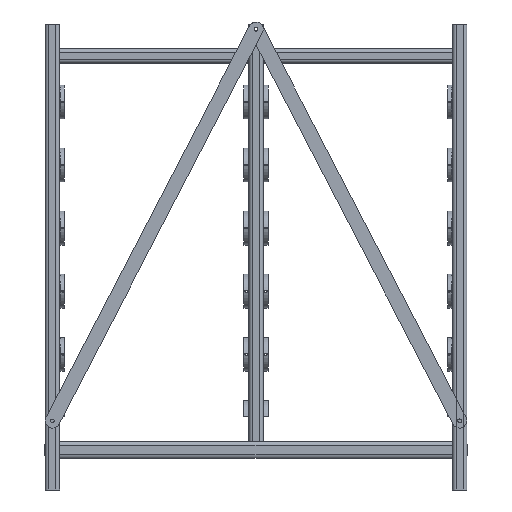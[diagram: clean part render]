
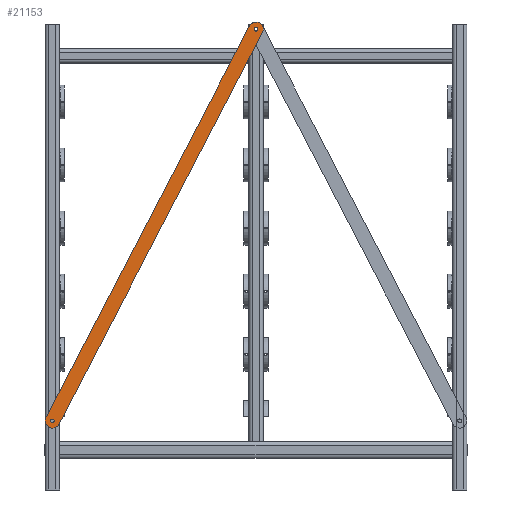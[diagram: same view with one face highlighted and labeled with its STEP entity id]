
A CAD part, front view. The second image highlights one B-rep face of the part: STEP entity #21153.
In plain terms, the highlighted planar face has unit normal (0, -1, 0).
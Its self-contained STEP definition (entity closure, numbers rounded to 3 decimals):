
#20930 = VERTEX_POINT('',#20931);
#20931 = CARTESIAN_POINT('',(-582.613,-2.381,0.));
#20938 = CYLINDRICAL_SURFACE('',#20939,4.763);
#20939 = AXIS2_PLACEMENT_3D('',#20940,#20941,#20942);
#20940 = CARTESIAN_POINT('',(-577.85,-1192.036,
    0.));
#20941 = DIRECTION('',(0.,1.,0.));
#20942 = DIRECTION('',(1.,0.,0.));
#20957 = EDGE_CURVE('',#20930,#20930,#20958,.T.);
#20958 = SURFACE_CURVE('',#20959,(#20964,#20971),.PCURVE_S1.);
#20959 = CIRCLE('',#20960,4.763);
#20960 = AXIS2_PLACEMENT_3D('',#20961,#20962,#20963);
#20961 = CARTESIAN_POINT('',(-577.85,-2.381,0.));
#20962 = DIRECTION('',(-0.,1.,0.));
#20963 = DIRECTION('',(1.,0.,0.));
#20964 = PCURVE('',#20938,#20965);
#20965 = DEFINITIONAL_REPRESENTATION('',(#20966),#20970);
#20966 = LINE('',#20967,#20968);
#20967 = CARTESIAN_POINT('',(0.,1189.655));
#20968 = VECTOR('',#20969,1.);
#20969 = DIRECTION('',(1.,0.));
#20970 = ( GEOMETRIC_REPRESENTATION_CONTEXT(2) 
PARAMETRIC_REPRESENTATION_CONTEXT() REPRESENTATION_CONTEXT('2D SPACE',''
  ) );
#20971 = PCURVE('',#20972,#20977);
#20972 = PLANE('',#20973);
#20973 = AXIS2_PLACEMENT_3D('',#20974,#20975,#20976);
#20974 = CARTESIAN_POINT('',(0.,-2.381,
    0.));
#20975 = DIRECTION('',(0.,1.,0.));
#20976 = DIRECTION('',(0.,-0.,1.));
#20977 = DEFINITIONAL_REPRESENTATION('',(#20978),#20982);
#20978 = CIRCLE('',#20979,4.763);
#20979 = AXIS2_PLACEMENT_2D('',#20980,#20981);
#20980 = CARTESIAN_POINT('',(0.,-577.85));
#20981 = DIRECTION('',(0.,1.));
#20982 = ( GEOMETRIC_REPRESENTATION_CONTEXT(2) 
PARAMETRIC_REPRESENTATION_CONTEXT() REPRESENTATION_CONTEXT('2D SPACE',''
  ) );
#21050 = VERTEX_POINT('',#21051);
#21051 = CARTESIAN_POINT('',(573.088,-2.381,0.));
#21058 = CYLINDRICAL_SURFACE('',#21059,4.763);
#21059 = AXIS2_PLACEMENT_3D('',#21060,#21061,#21062);
#21060 = CARTESIAN_POINT('',(577.85,-1192.036,
    0.));
#21061 = DIRECTION('',(0.,1.,0.));
#21062 = DIRECTION('',(1.,0.,0.));
#21077 = EDGE_CURVE('',#21050,#21050,#21078,.T.);
#21078 = SURFACE_CURVE('',#21079,(#21084,#21091),.PCURVE_S1.);
#21079 = CIRCLE('',#21080,4.763);
#21080 = AXIS2_PLACEMENT_3D('',#21081,#21082,#21083);
#21081 = CARTESIAN_POINT('',(577.85,-2.381,0.));
#21082 = DIRECTION('',(-0.,1.,0.));
#21083 = DIRECTION('',(1.,0.,0.));
#21084 = PCURVE('',#21058,#21085);
#21085 = DEFINITIONAL_REPRESENTATION('',(#21086),#21090);
#21086 = LINE('',#21087,#21088);
#21087 = CARTESIAN_POINT('',(0.,1189.655));
#21088 = VECTOR('',#21089,1.);
#21089 = DIRECTION('',(1.,0.));
#21090 = ( GEOMETRIC_REPRESENTATION_CONTEXT(2) 
PARAMETRIC_REPRESENTATION_CONTEXT() REPRESENTATION_CONTEXT('2D SPACE',''
  ) );
#21091 = PCURVE('',#20972,#21092);
#21092 = DEFINITIONAL_REPRESENTATION('',(#21093),#21097);
#21093 = CIRCLE('',#21094,4.763);
#21094 = AXIS2_PLACEMENT_2D('',#21095,#21096);
#21095 = CARTESIAN_POINT('',(0.,577.85));
#21096 = DIRECTION('',(0.,1.));
#21097 = ( GEOMETRIC_REPRESENTATION_CONTEXT(2) 
PARAMETRIC_REPRESENTATION_CONTEXT() REPRESENTATION_CONTEXT('2D SPACE',''
  ) );
#21153 = ADVANCED_FACE('',(#21154,#21278,#21281),#20972,.F.);
#21154 = FACE_BOUND('',#21155,.T.);
#21155 = EDGE_LOOP('',(#21156,#21191,#21219,#21252));
#21156 = ORIENTED_EDGE('',*,*,#21157,.T.);
#21157 = EDGE_CURVE('',#21158,#21160,#21162,.T.);
#21158 = VERTEX_POINT('',#21159);
#21159 = CARTESIAN_POINT('',(577.85,-2.381,-19.05));
#21160 = VERTEX_POINT('',#21161);
#21161 = CARTESIAN_POINT('',(577.85,-2.381,19.05));
#21162 = SURFACE_CURVE('',#21163,(#21168,#21179),.PCURVE_S1.);
#21163 = CIRCLE('',#21164,19.05);
#21164 = AXIS2_PLACEMENT_3D('',#21165,#21166,#21167);
#21165 = CARTESIAN_POINT('',(577.85,-2.381,0.));
#21166 = DIRECTION('',(0.,-1.,0.));
#21167 = DIRECTION('',(0.,0.,1.));
#21168 = PCURVE('',#20972,#21169);
#21169 = DEFINITIONAL_REPRESENTATION('',(#21170),#21178);
#21170 = ( BOUNDED_CURVE() B_SPLINE_CURVE(2,(#21171,#21172,#21173,#21174
    ,#21175,#21176,#21177),.UNSPECIFIED.,.T.,.F.) 
B_SPLINE_CURVE_WITH_KNOTS((1,2,2,2,2,1),(-2.094,0.,
    2.094,4.189,6.283,8.378),
.UNSPECIFIED.) CURVE() GEOMETRIC_REPRESENTATION_ITEM() 
RATIONAL_B_SPLINE_CURVE((1.,0.5,1.,0.5,1.,0.5,1.)) REPRESENTATION_ITEM(
  '') );
#21171 = CARTESIAN_POINT('',(19.05,577.85));
#21172 = CARTESIAN_POINT('',(19.05,544.854));
#21173 = CARTESIAN_POINT('',(-9.525,561.352));
#21174 = CARTESIAN_POINT('',(-38.1,577.85));
#21175 = CARTESIAN_POINT('',(-9.525,594.348));
#21176 = CARTESIAN_POINT('',(19.05,610.846));
#21177 = CARTESIAN_POINT('',(19.05,577.85));
#21178 = ( GEOMETRIC_REPRESENTATION_CONTEXT(2) 
PARAMETRIC_REPRESENTATION_CONTEXT() REPRESENTATION_CONTEXT('2D SPACE',''
  ) );
#21179 = PCURVE('',#21180,#21185);
#21180 = CYLINDRICAL_SURFACE('',#21181,19.05);
#21181 = AXIS2_PLACEMENT_3D('',#21182,#21183,#21184);
#21182 = CARTESIAN_POINT('',(577.85,0.,0.));
#21183 = DIRECTION('',(0.,1.,0.));
#21184 = DIRECTION('',(0.,-0.,1.));
#21185 = DEFINITIONAL_REPRESENTATION('',(#21186),#21190);
#21186 = LINE('',#21187,#21188);
#21187 = CARTESIAN_POINT('',(6.283,-2.381));
#21188 = VECTOR('',#21189,1.);
#21189 = DIRECTION('',(-1.,0.));
#21190 = ( GEOMETRIC_REPRESENTATION_CONTEXT(2) 
PARAMETRIC_REPRESENTATION_CONTEXT() REPRESENTATION_CONTEXT('2D SPACE',''
  ) );
#21191 = ORIENTED_EDGE('',*,*,#21192,.T.);
#21192 = EDGE_CURVE('',#21160,#21193,#21195,.T.);
#21193 = VERTEX_POINT('',#21194);
#21194 = CARTESIAN_POINT('',(-577.85,-2.381,19.05));
#21195 = SURFACE_CURVE('',#21196,(#21200,#21207),.PCURVE_S1.);
#21196 = LINE('',#21197,#21198);
#21197 = CARTESIAN_POINT('',(-577.85,-2.381,19.05));
#21198 = VECTOR('',#21199,1.);
#21199 = DIRECTION('',(-1.,0.,0.));
#21200 = PCURVE('',#20972,#21201);
#21201 = DEFINITIONAL_REPRESENTATION('',(#21202),#21206);
#21202 = LINE('',#21203,#21204);
#21203 = CARTESIAN_POINT('',(19.05,-577.85));
#21204 = VECTOR('',#21205,1.);
#21205 = DIRECTION('',(0.,-1.));
#21206 = ( GEOMETRIC_REPRESENTATION_CONTEXT(2) 
PARAMETRIC_REPRESENTATION_CONTEXT() REPRESENTATION_CONTEXT('2D SPACE',''
  ) );
#21207 = PCURVE('',#21208,#21213);
#21208 = PLANE('',#21209);
#21209 = AXIS2_PLACEMENT_3D('',#21210,#21211,#21212);
#21210 = CARTESIAN_POINT('',(-577.85,0.,19.05));
#21211 = DIRECTION('',(0.,0.,1.));
#21212 = DIRECTION('',(1.,0.,0.));
#21213 = DEFINITIONAL_REPRESENTATION('',(#21214),#21218);
#21214 = LINE('',#21215,#21216);
#21215 = CARTESIAN_POINT('',(0.,-2.381));
#21216 = VECTOR('',#21217,1.);
#21217 = DIRECTION('',(-1.,0.));
#21218 = ( GEOMETRIC_REPRESENTATION_CONTEXT(2) 
PARAMETRIC_REPRESENTATION_CONTEXT() REPRESENTATION_CONTEXT('2D SPACE',''
  ) );
#21219 = ORIENTED_EDGE('',*,*,#21220,.T.);
#21220 = EDGE_CURVE('',#21193,#21221,#21223,.T.);
#21221 = VERTEX_POINT('',#21222);
#21222 = CARTESIAN_POINT('',(-577.85,-2.381,-19.05));
#21223 = SURFACE_CURVE('',#21224,(#21229,#21240),.PCURVE_S1.);
#21224 = CIRCLE('',#21225,19.05);
#21225 = AXIS2_PLACEMENT_3D('',#21226,#21227,#21228);
#21226 = CARTESIAN_POINT('',(-577.85,-2.381,0.));
#21227 = DIRECTION('',(0.,-1.,0.));
#21228 = DIRECTION('',(0.,-0.,-1.));
#21229 = PCURVE('',#20972,#21230);
#21230 = DEFINITIONAL_REPRESENTATION('',(#21231),#21239);
#21231 = ( BOUNDED_CURVE() B_SPLINE_CURVE(2,(#21232,#21233,#21234,#21235
    ,#21236,#21237,#21238),.UNSPECIFIED.,.T.,.F.) 
B_SPLINE_CURVE_WITH_KNOTS((1,2,2,2,2,1),(-2.094,0.,
    2.094,4.189,6.283,8.378),
.UNSPECIFIED.) CURVE() GEOMETRIC_REPRESENTATION_ITEM() 
RATIONAL_B_SPLINE_CURVE((1.,0.5,1.,0.5,1.,0.5,1.)) REPRESENTATION_ITEM(
  '') );
#21232 = CARTESIAN_POINT('',(-19.05,-577.85));
#21233 = CARTESIAN_POINT('',(-19.05,-544.854));
#21234 = CARTESIAN_POINT('',(9.525,-561.352));
#21235 = CARTESIAN_POINT('',(38.1,-577.85));
#21236 = CARTESIAN_POINT('',(9.525,-594.348));
#21237 = CARTESIAN_POINT('',(-19.05,-610.846));
#21238 = CARTESIAN_POINT('',(-19.05,-577.85));
#21239 = ( GEOMETRIC_REPRESENTATION_CONTEXT(2) 
PARAMETRIC_REPRESENTATION_CONTEXT() REPRESENTATION_CONTEXT('2D SPACE',''
  ) );
#21240 = PCURVE('',#21241,#21246);
#21241 = CYLINDRICAL_SURFACE('',#21242,19.05);
#21242 = AXIS2_PLACEMENT_3D('',#21243,#21244,#21245);
#21243 = CARTESIAN_POINT('',(-577.85,0.,0.));
#21244 = DIRECTION('',(0.,1.,0.));
#21245 = DIRECTION('',(0.,0.,-1.));
#21246 = DEFINITIONAL_REPRESENTATION('',(#21247),#21251);
#21247 = LINE('',#21248,#21249);
#21248 = CARTESIAN_POINT('',(6.283,-2.381));
#21249 = VECTOR('',#21250,1.);
#21250 = DIRECTION('',(-1.,0.));
#21251 = ( GEOMETRIC_REPRESENTATION_CONTEXT(2) 
PARAMETRIC_REPRESENTATION_CONTEXT() REPRESENTATION_CONTEXT('2D SPACE',''
  ) );
#21252 = ORIENTED_EDGE('',*,*,#21253,.T.);
#21253 = EDGE_CURVE('',#21221,#21158,#21254,.T.);
#21254 = SURFACE_CURVE('',#21255,(#21259,#21266),.PCURVE_S1.);
#21255 = LINE('',#21256,#21257);
#21256 = CARTESIAN_POINT('',(577.85,-2.381,-19.05));
#21257 = VECTOR('',#21258,1.);
#21258 = DIRECTION('',(1.,0.,0.));
#21259 = PCURVE('',#20972,#21260);
#21260 = DEFINITIONAL_REPRESENTATION('',(#21261),#21265);
#21261 = LINE('',#21262,#21263);
#21262 = CARTESIAN_POINT('',(-19.05,577.85));
#21263 = VECTOR('',#21264,1.);
#21264 = DIRECTION('',(0.,1.));
#21265 = ( GEOMETRIC_REPRESENTATION_CONTEXT(2) 
PARAMETRIC_REPRESENTATION_CONTEXT() REPRESENTATION_CONTEXT('2D SPACE',''
  ) );
#21266 = PCURVE('',#21267,#21272);
#21267 = PLANE('',#21268);
#21268 = AXIS2_PLACEMENT_3D('',#21269,#21270,#21271);
#21269 = CARTESIAN_POINT('',(577.85,0.,-19.05));
#21270 = DIRECTION('',(0.,0.,-1.));
#21271 = DIRECTION('',(-1.,0.,0.));
#21272 = DEFINITIONAL_REPRESENTATION('',(#21273),#21277);
#21273 = LINE('',#21274,#21275);
#21274 = CARTESIAN_POINT('',(0.,-2.381));
#21275 = VECTOR('',#21276,1.);
#21276 = DIRECTION('',(-1.,0.));
#21277 = ( GEOMETRIC_REPRESENTATION_CONTEXT(2) 
PARAMETRIC_REPRESENTATION_CONTEXT() REPRESENTATION_CONTEXT('2D SPACE',''
  ) );
#21278 = FACE_BOUND('',#21279,.T.);
#21279 = EDGE_LOOP('',(#21280));
#21280 = ORIENTED_EDGE('',*,*,#20957,.T.);
#21281 = FACE_BOUND('',#21282,.T.);
#21282 = EDGE_LOOP('',(#21283));
#21283 = ORIENTED_EDGE('',*,*,#21077,.T.);
